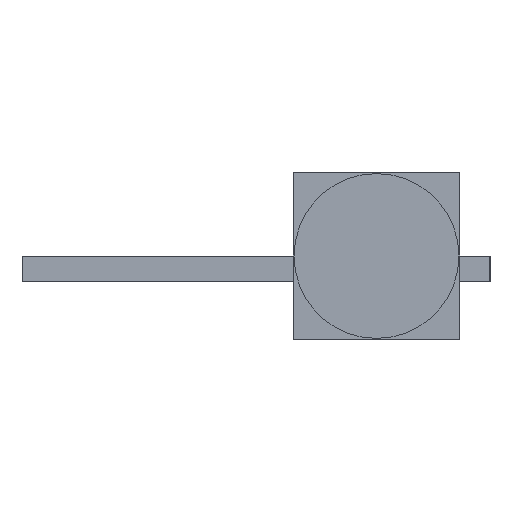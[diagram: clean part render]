
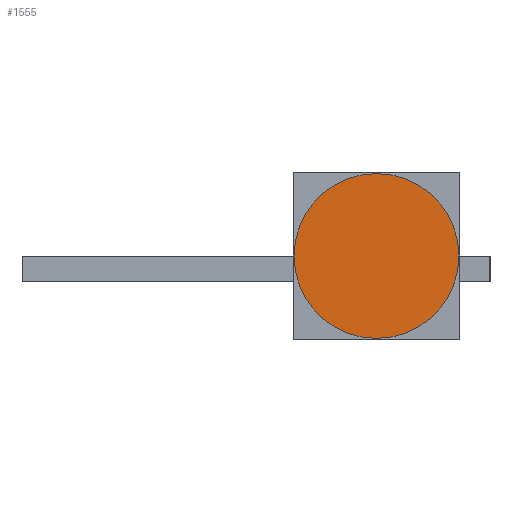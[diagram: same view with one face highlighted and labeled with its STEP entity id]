
A CAD part, left-side view. The second image highlights one B-rep face of the part: STEP entity #1555.
In plain terms, the highlighted planar face has unit normal (-1, 0, 0).
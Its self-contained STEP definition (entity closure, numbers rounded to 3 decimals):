
#1476 = CYLINDRICAL_SURFACE('',#1477,3.25);
#1477 = AXIS2_PLACEMENT_3D('',#1478,#1479,#1480);
#1478 = CARTESIAN_POINT('',(-20.125,-4.75,1.));
#1479 = DIRECTION('',(1.,0.,0.));
#1480 = DIRECTION('',(0.,-1.,0.));
#1501 = VERTEX_POINT('',#1502);
#1502 = CARTESIAN_POINT('',(-28.125,-8.,1.));
#1523 = EDGE_CURVE('',#1501,#1501,#1524,.T.);
#1524 = SURFACE_CURVE('',#1525,(#1530,#1537),.PCURVE_S1.);
#1525 = CIRCLE('',#1526,3.25);
#1526 = AXIS2_PLACEMENT_3D('',#1527,#1528,#1529);
#1527 = CARTESIAN_POINT('',(-28.125,-4.75,1.));
#1528 = DIRECTION('',(-1.,0.,0.));
#1529 = DIRECTION('',(0.,-1.,0.));
#1530 = PCURVE('',#1476,#1531);
#1531 = DEFINITIONAL_REPRESENTATION('',(#1532),#1536);
#1532 = LINE('',#1533,#1534);
#1533 = CARTESIAN_POINT('',(-0.,-8.));
#1534 = VECTOR('',#1535,1.);
#1535 = DIRECTION('',(-1.,0.));
#1536 = ( GEOMETRIC_REPRESENTATION_CONTEXT(2) 
PARAMETRIC_REPRESENTATION_CONTEXT() REPRESENTATION_CONTEXT('2D SPACE',''
  ) );
#1537 = PCURVE('',#1538,#1543);
#1538 = PLANE('',#1539);
#1539 = AXIS2_PLACEMENT_3D('',#1540,#1541,#1542);
#1540 = CARTESIAN_POINT('',(-28.125,-4.75,1.));
#1541 = DIRECTION('',(1.,0.,0.));
#1542 = DIRECTION('',(0.,0.,1.));
#1543 = DEFINITIONAL_REPRESENTATION('',(#1544),#1552);
#1544 = ( BOUNDED_CURVE() B_SPLINE_CURVE(2,(#1545,#1546,#1547,#1548,
#1549,#1550,#1551),.UNSPECIFIED.,.T.,.F.) B_SPLINE_CURVE_WITH_KNOTS((1,2
    ,2,2,2,1),(-2.094,0.,2.094,4.189,
6.283,8.378),.UNSPECIFIED.) CURVE() 
GEOMETRIC_REPRESENTATION_ITEM() RATIONAL_B_SPLINE_CURVE((1.,0.5,1.,0.5,
1.,0.5,1.)) REPRESENTATION_ITEM('') );
#1545 = CARTESIAN_POINT('',(0.,3.25));
#1546 = CARTESIAN_POINT('',(5.629,3.25));
#1547 = CARTESIAN_POINT('',(2.815,-1.625));
#1548 = CARTESIAN_POINT('',(0.,-6.5));
#1549 = CARTESIAN_POINT('',(-2.815,-1.625));
#1550 = CARTESIAN_POINT('',(-5.629,3.25));
#1551 = CARTESIAN_POINT('',(0.,3.25));
#1552 = ( GEOMETRIC_REPRESENTATION_CONTEXT(2) 
PARAMETRIC_REPRESENTATION_CONTEXT() REPRESENTATION_CONTEXT('2D SPACE',''
  ) );
#1555 = ADVANCED_FACE('',(#1556),#1538,.F.);
#1556 = FACE_BOUND('',#1557,.T.);
#1557 = EDGE_LOOP('',(#1558));
#1558 = ORIENTED_EDGE('',*,*,#1523,.T.);
